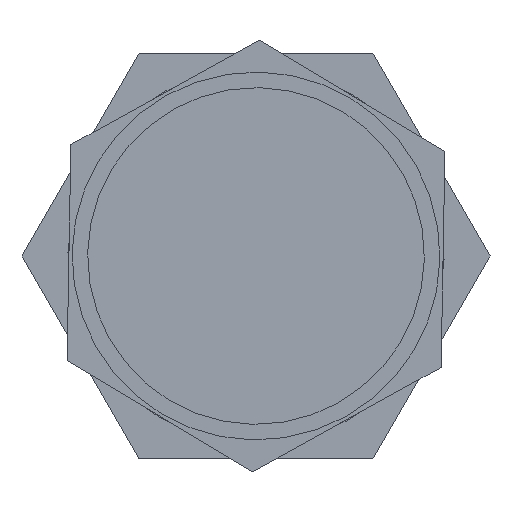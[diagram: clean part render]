
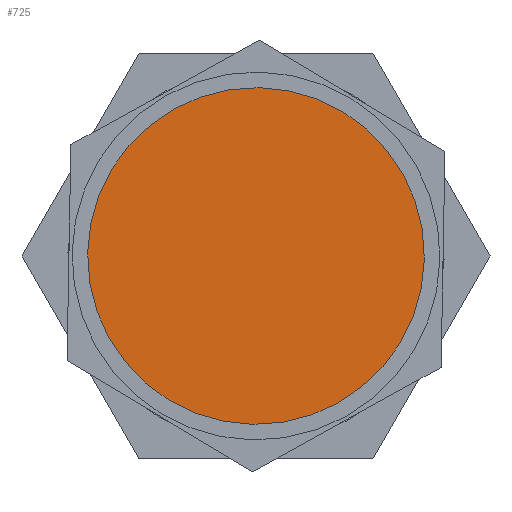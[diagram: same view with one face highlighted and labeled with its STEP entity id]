
A CAD part, front view. The second image highlights one B-rep face of the part: STEP entity #725.
In plain terms, the highlighted planar face has unit normal (0, -1, 0).
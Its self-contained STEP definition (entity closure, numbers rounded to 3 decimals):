
#282=ORIENTED_EDGE('',*,*,#356,.F.);
#356=EDGE_CURVE('',#418,#418,#456,.T.);
#418=VERTEX_POINT('',#1522);
#456=CIRCLE('',#1097,27.);
#548=EDGE_LOOP('',(#282));
#640=FACE_BOUND('',#548,.T.);
#671=PLANE('',#1098);
#725=ADVANCED_FACE('',(#640),#671,.F.);
#1097=AXIS2_PLACEMENT_3D('',#1521,#1324,#1325);
#1098=AXIS2_PLACEMENT_3D('',#1523,#1326,#1327);
#1324=DIRECTION('',(0.,1.,0.));
#1325=DIRECTION('',(1.,0.,0.));
#1326=DIRECTION('',(0.,1.,0.));
#1327=DIRECTION('',(0.,0.,1.));
#1521=CARTESIAN_POINT('',(0.,-2.5,0.));
#1522=CARTESIAN_POINT('',(27.,-2.5,0.));
#1523=CARTESIAN_POINT('',(0.,-2.5,0.));
